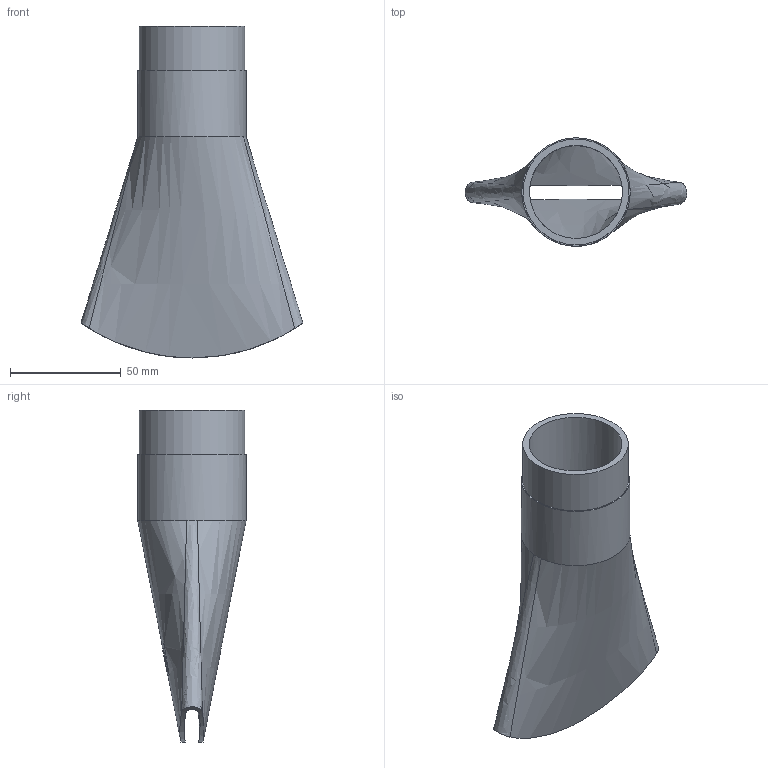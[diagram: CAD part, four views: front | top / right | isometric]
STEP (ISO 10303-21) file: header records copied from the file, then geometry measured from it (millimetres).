
FILE_DESCRIPTION(/* description */ (''),/* implementation_level */ '2;1');
FILE_NAME(/* name */ '53047_Fächerdüse 15-8_überprüft.stp',/* time_stamp */ '2014-09-16T09:57:31+02:00',/* author */ ('guzb562'),/* organization */ (''),/* preprocessor_version */ 'ST-DEVELOPER v15.2',/* originating_system */ 'Autodesk Inventor 2014',/* authorisation */ '');
FILE_SCHEMA (('AUTOMOTIVE_DESIGN { 1 0 10303 214 3 1 1 }'));
Length unit declared in the file: millimetre
Products named in the file (1): 53047_Fächerdüse 15-8
Bounding box: 100.28 x 49 x 150 mm (x, y, z)
Volume: 66194.6 mm3; surface area: 47891.9 mm2
Topology: 1 solids, 1 shells, 219 faces, 594 edges, 400 vertices
Faces by surface type: bspline 108, plane 103, cylinder 8
Full cylindrical faces by diameter (mm): 42 x1, 47.8 x1, 49 x1
Entity records: 10920 total; most frequent: CARTESIAN_POINT 6374, ORIENTED_EDGE 1182, EDGE_CURVE 591, DIRECTION 459, VERTEX_POINT 400, B_SPLINE_CURVE_WITH_KNOTS 378, EDGE_LOOP 247, ADVANCED_FACE 219
